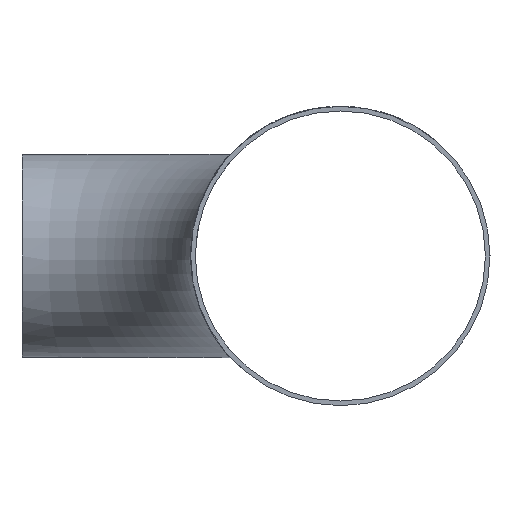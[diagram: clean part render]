
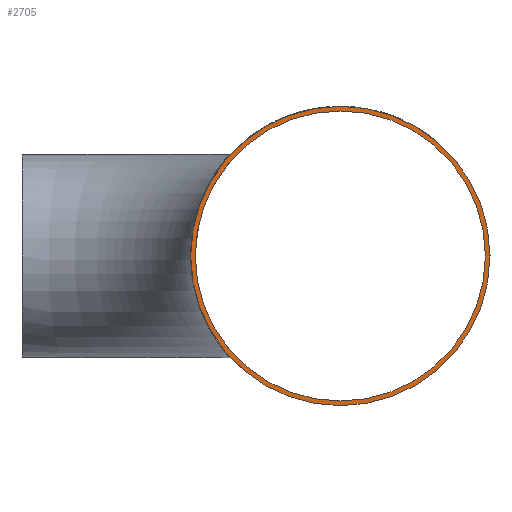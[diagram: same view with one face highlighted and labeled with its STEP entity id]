
A CAD part, left-side view. The second image highlights one B-rep face of the part: STEP entity #2705.
In plain terms, the highlighted planar face has unit normal (-1, 0, 0).
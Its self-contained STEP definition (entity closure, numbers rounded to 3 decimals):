
#2658 = FACE_BOUND ( 'NONE', #29390, .T. ) ;
#2705 = ADVANCED_FACE ( 'NONE', ( #2658, #33002 ), #21733, .F. ) ;
#4428 = AXIS2_PLACEMENT_3D ( 'NONE', #13538, #24415, #21917 ) ;
#4624 = CIRCLE ( 'NONE', #12005, 81.55 ) ;
#4933 = DIRECTION ( 'NONE',  ( 0., 0., -1. ) ) ;
#11541 = VERTEX_POINT ( 'NONE', #25461 ) ;
#12005 = AXIS2_PLACEMENT_3D ( 'NONE', #27121, #19273, #32835 ) ;
#13538 = CARTESIAN_POINT ( 'NONE',  ( -229., -179., 0. ) ) ;
#13567 = EDGE_CURVE ( 'NONE', #25634, #25634, #20569, .T. ) ;
#13839 = EDGE_LOOP ( 'NONE', ( #32007 ) ) ;
#14903 = EDGE_CURVE ( 'NONE', #11541, #11541, #4624, .T. ) ;
#16540 = AXIS2_PLACEMENT_3D ( 'NONE', #34039, #28680, #4933 ) ;
#19273 = DIRECTION ( 'NONE',  ( 1., 0., 0. ) ) ;
#20569 = CIRCLE ( 'NONE', #16540, 84.15 ) ;
#21733 = PLANE ( 'NONE',  #4428 ) ;
#21917 = DIRECTION ( 'NONE',  ( 0., 0., -1. ) ) ;
#22025 = ORIENTED_EDGE ( 'NONE', *, *, #14903, .T. ) ;
#22962 = CARTESIAN_POINT ( 'NONE',  ( -229., -179., -84.15 ) ) ;
#24415 = DIRECTION ( 'NONE',  ( 1., 0., 0. ) ) ;
#25461 = CARTESIAN_POINT ( 'NONE',  ( -229., -179., -81.55 ) ) ;
#25634 = VERTEX_POINT ( 'NONE', #22962 ) ;
#27121 = CARTESIAN_POINT ( 'NONE',  ( -229., -179., 0. ) ) ;
#28680 = DIRECTION ( 'NONE',  ( 1., 0., 0. ) ) ;
#29390 = EDGE_LOOP ( 'NONE', ( #22025 ) ) ;
#32007 = ORIENTED_EDGE ( 'NONE', *, *, #13567, .F. ) ;
#32835 = DIRECTION ( 'NONE',  ( 0., 0., -1. ) ) ;
#33002 = FACE_OUTER_BOUND ( 'NONE', #13839, .T. ) ;
#34039 = CARTESIAN_POINT ( 'NONE',  ( -229., -179., 0. ) ) ;
